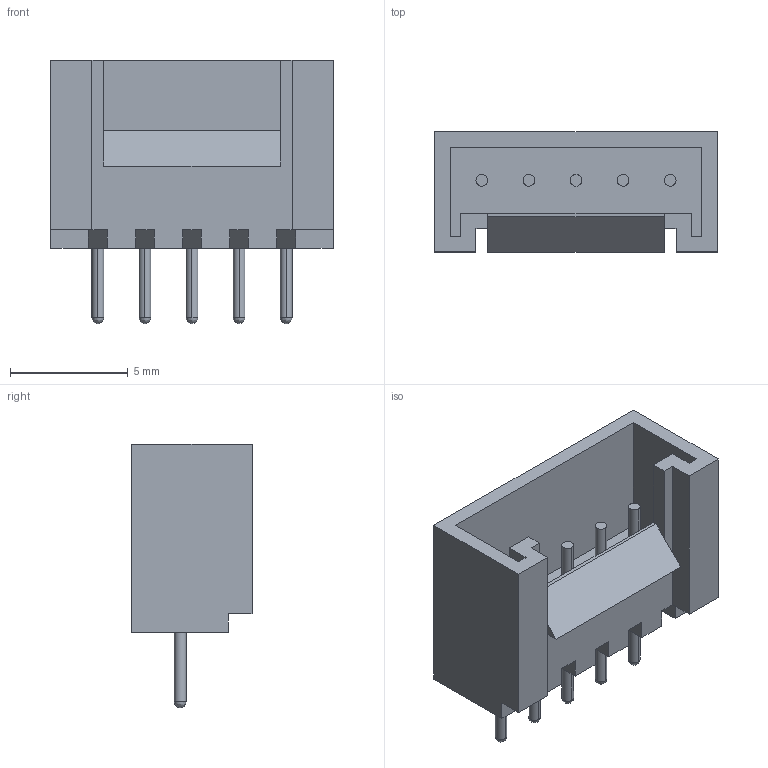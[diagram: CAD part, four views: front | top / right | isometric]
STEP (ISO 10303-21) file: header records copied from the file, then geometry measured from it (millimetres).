
FILE_DESCRIPTION (( 'STEP AP214' ), '1' );
FILE_NAME ('6F6CA680-6CE4-4A3A-B5D0-D52C7A4E9329.STEP', '2025-10-08T05:49:38', ( '' ), ( '' ), 'SwSTEP 2.0', 'SolidWorks 2022', '' );
FILE_SCHEMA (( 'AUTOMOTIVE_DESIGN' ));
Length unit declared in the file: millimetre
Products named in the file (1): 6F6CA680-6CE4-4A3A-B5D0-D52C7A4E9329
Bounding box: 12 x 5.1 x 11.2 mm (x, y, z)
Volume: 242.5 mm3; surface area: 576 mm2
Topology: 1 solids, 1 shells, 90 faces, 238 edges, 155 vertices
Faces by surface type: plane 65, cylinder 20, bspline 5
Entity records: 2883 total; most frequent: CARTESIAN_POINT 614, ORIENTED_EDGE 466, DIRECTION 450, EDGE_CURVE 233, LINE 188, VECTOR 188, VERTEX_POINT 155, AXIS2_PLACEMENT_3D 131
